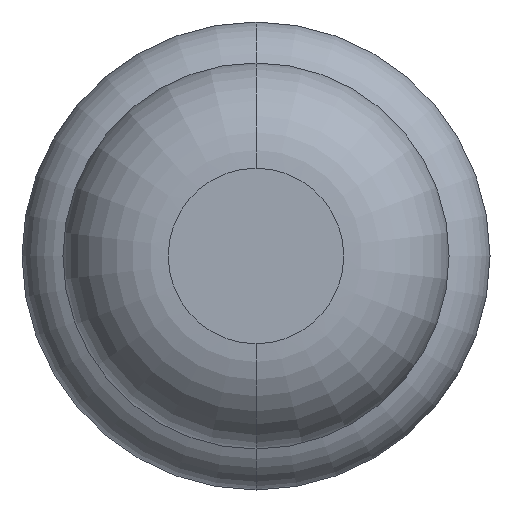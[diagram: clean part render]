
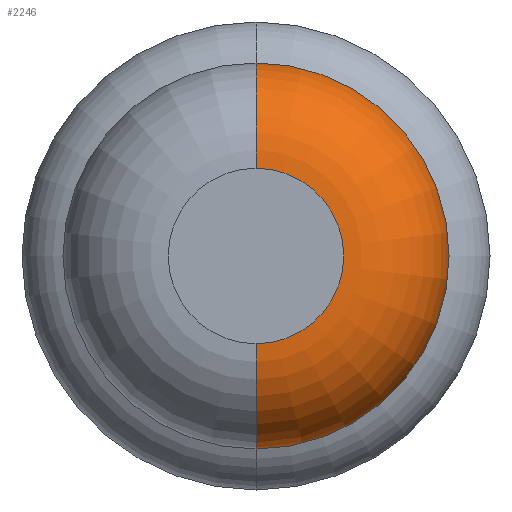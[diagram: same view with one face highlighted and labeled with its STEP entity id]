
A CAD part, front view. The second image highlights one B-rep face of the part: STEP entity #2246.
In plain terms, the highlighted toroidal (fillet/blend) face has major radius 0.375 mm and minor radius 0.45 mm.
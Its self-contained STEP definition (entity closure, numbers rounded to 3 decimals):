
#251 = CARTESIAN_POINT ( 'NONE',  ( 0., -28.55, 0.825 ) ) ;
#276 = DIRECTION ( 'NONE',  ( 0., 1., 0. ) ) ;
#461 = CARTESIAN_POINT ( 'NONE',  ( 0., -29., 0.375 ) ) ;
#463 = VERTEX_POINT ( 'NONE', #461 ) ;
#508 = CIRCLE ( 'NONE', #1460, 0.825 ) ;
#903 = DIRECTION ( 'NONE',  ( -1., 0., 0. ) ) ;
#910 = EDGE_CURVE ( 'Defeature ausgef�hrt1_9+Defeature ausgef�hrt1_8+Defeature ausgef�hrt1_8+Defeature ausgef�hrt1_8', #1612, #3203, #508, .T. ) ;
#952 = ORIENTED_EDGE ( 'NONE', *, *, #910, .F. ) ;
#1003 = CARTESIAN_POINT ( 'NONE',  ( 0., -29., -0.375 ) ) ;
#1131 = DIRECTION ( 'NONE',  ( 0., 0., 1. ) ) ;
#1153 = ORIENTED_EDGE ( 'NONE', *, *, #2738, .F. ) ;
#1168 = CIRCLE ( 'NONE', #2854, 0.45 ) ;
#1212 = CIRCLE ( 'NONE', #1917, 0.375 ) ;
#1361 = FACE_OUTER_BOUND ( 'NONE', #3709, .T. ) ;
#1450 = EDGE_CURVE ( 'NONE', #3975, #3203, #1789, .T. ) ;
#1460 = AXIS2_PLACEMENT_3D ( 'NONE', #2408, #3613, #1131 ) ;
#1477 = ORIENTED_EDGE ( 'NONE', *, *, #1450, .T. ) ;
#1525 = CARTESIAN_POINT ( 'NONE',  ( 0., -28.55, 0. ) ) ;
#1612 = VERTEX_POINT ( 'NONE', #251 ) ;
#1789 = CIRCLE ( 'NONE', #2876, 0.45 ) ;
#1833 = EDGE_CURVE ( 'Defeature ausgef�hrt1_8+Defeature ausgef�hrt1_7+Defeature ausgef�hrt1_7+Defeature ausgef�hrt1_7', #463, #3975, #1212, .T. ) ;
#1917 = AXIS2_PLACEMENT_3D ( 'NONE', #1990, #3493, #2932 ) ;
#1950 = DIRECTION ( 'NONE',  ( 0., 0., -1. ) ) ;
#1990 = CARTESIAN_POINT ( 'NONE',  ( 0., -29., 0. ) ) ;
#2246 = ADVANCED_FACE ( 'Defeature ausgef�hrt1_8', ( #1361 ), #2842, .T. ) ;
#2408 = CARTESIAN_POINT ( 'NONE',  ( 0., -28.55, 0. ) ) ;
#2498 = DIRECTION ( 'NONE',  ( 0., 0., 1. ) ) ;
#2738 = EDGE_CURVE ( 'NONE', #463, #1612, #1168, .T. ) ;
#2790 = CARTESIAN_POINT ( 'NONE',  ( 0., -28.55, 0.375 ) ) ;
#2842 = TOROIDAL_SURFACE ( 'NONE', #3942, 0.375, 0.45 ) ;
#2854 = AXIS2_PLACEMENT_3D ( 'NONE', #2790, #903, #3737 ) ;
#2876 = AXIS2_PLACEMENT_3D ( 'NONE', #3509, #3208, #1950 ) ;
#2932 = DIRECTION ( 'NONE',  ( 0., 0., 1. ) ) ;
#3203 = VERTEX_POINT ( 'NONE', #3249 ) ;
#3208 = DIRECTION ( 'NONE',  ( 1., 0., 0. ) ) ;
#3249 = CARTESIAN_POINT ( 'NONE',  ( 0., -28.55, -0.825 ) ) ;
#3390 = ORIENTED_EDGE ( 'NONE', *, *, #1833, .T. ) ;
#3493 = DIRECTION ( 'NONE',  ( 0., 1., 0. ) ) ;
#3509 = CARTESIAN_POINT ( 'NONE',  ( 0., -28.55, -0.375 ) ) ;
#3613 = DIRECTION ( 'NONE',  ( 0., 1., 0. ) ) ;
#3709 = EDGE_LOOP ( 'NONE', ( #3390, #1477, #952, #1153 ) ) ;
#3737 = DIRECTION ( 'NONE',  ( 0., 0., 1. ) ) ;
#3942 = AXIS2_PLACEMENT_3D ( 'NONE', #1525, #276, #2498 ) ;
#3975 = VERTEX_POINT ( 'NONE', #1003 ) ;
